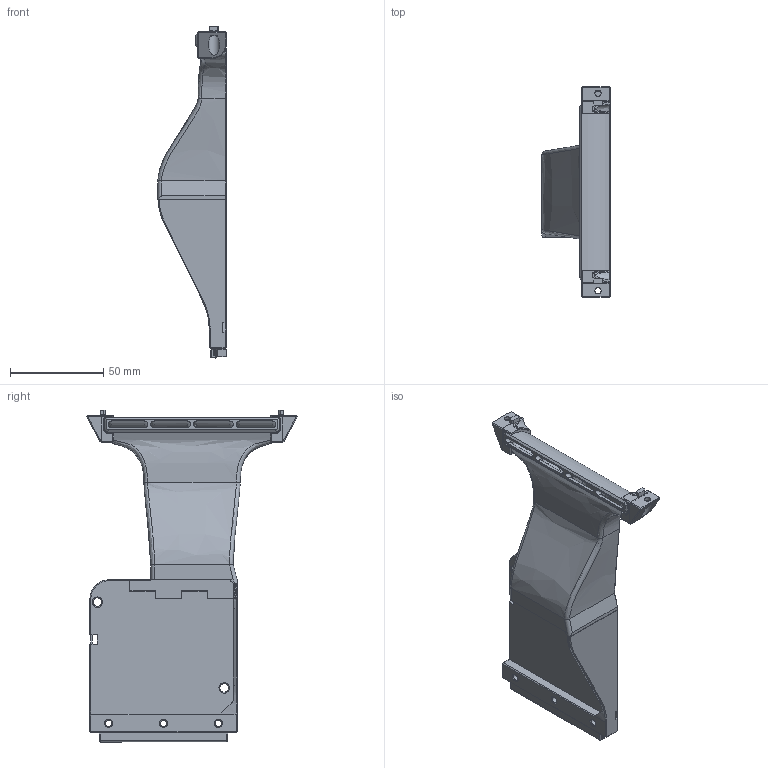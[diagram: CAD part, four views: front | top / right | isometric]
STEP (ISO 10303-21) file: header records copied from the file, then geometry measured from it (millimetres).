
FILE_DESCRIPTION(/* description */ (''),/* implementation_level */ '2;1');
FILE_NAME(/* name */ '7530_R1_Hex-Zero v9.step',/* time_stamp */ '2023-12-23T12:06:09+01:00',/* author */ (''),/* organization */ (''),/* preprocessor_version */ 'ST-DEVELOPER v20',/* originating_system */ 'Autodesk Translation Framework v12.14.0.127',/* authorisation */ '');
FILE_SCHEMA (('AUTOMOTIVE_DESIGN { 1 0 10303 214 3 1 1 }'));
Products named in the file (14): 7530_R1_Hex-Zero; 7530_R1_Hex-Zero_Right_Unibody; 7530_R1_Hex-Zero_Right_2Piece; 7530_R1_Hex-Zero_Right_2Piece_Top; DuctSupport (1); 7530_R1_Hex-Zero_Right_2Piece_Bottom; BrimBlocker (1); SlotSupport; 7530_R1_Hex-Zero_Right_Top_Twist_Mounts; 7530_R1_Hex-Zero_Right_Top_Twist_Mounts_Left; 7530_R1_Hex-Zero_Right_Top_Twist_Mounts_Right; 7530_R1_Hex-Zero_Right_Screw_Mount_Top; 7530_R1_Hex-Zero_Right_Screw_Mount_Top_Left; 7530_R1_Hex-Zero_Right_Screw_Mount_Top_Right
Assembly tree (16 placements, depth 4):
  7530_R1_Hex-Zero
    7530_R1_Hex-Zero_Right_Unibody
      SlotSupport
      BrimBlocker (1)
      DuctSupport (1)
    7530_R1_Hex-Zero_Right_2Piece
      7530_R1_Hex-Zero_Right_2Piece_Top
        DuctSupport (1)
      7530_R1_Hex-Zero_Right_2Piece_Bottom
        BrimBlocker (1)
        SlotSupport
    7530_R1_Hex-Zero_Right_Top_Twist_Mounts
      7530_R1_Hex-Zero_Right_Top_Twist_Mounts_Left
      7530_R1_Hex-Zero_Right_Top_Twist_Mounts_Right
    7530_R1_Hex-Zero_Right_Screw_Mount_Top
      7530_R1_Hex-Zero_Right_Screw_Mount_Top_Left
      7530_R1_Hex-Zero_Right_Screw_Mount_Top_Right
Bounding box: 36.6 x 113.17 x 178.1 mm (x, y, z)
Volume: 134616 mm3; surface area: 111710 mm2
Topology: 21 solids, 21 shells, 1332 faces, 3418 edges, 2126 vertices
Faces by surface type: plane 846, bspline 254, cylinder 110, torus 72, cone 50
Full cylindrical faces by diameter (mm): 3.4 x8, 4.6 x10
Entity records: 46071 total; most frequent: CARTESIAN_POINT 19863, ORIENTED_EDGE 5768, DIRECTION 4622, EDGE_CURVE 2884, LINE 1844, VECTOR 1844, VERTEX_POINT 1770, AXIS2_PLACEMENT_3D 1389
